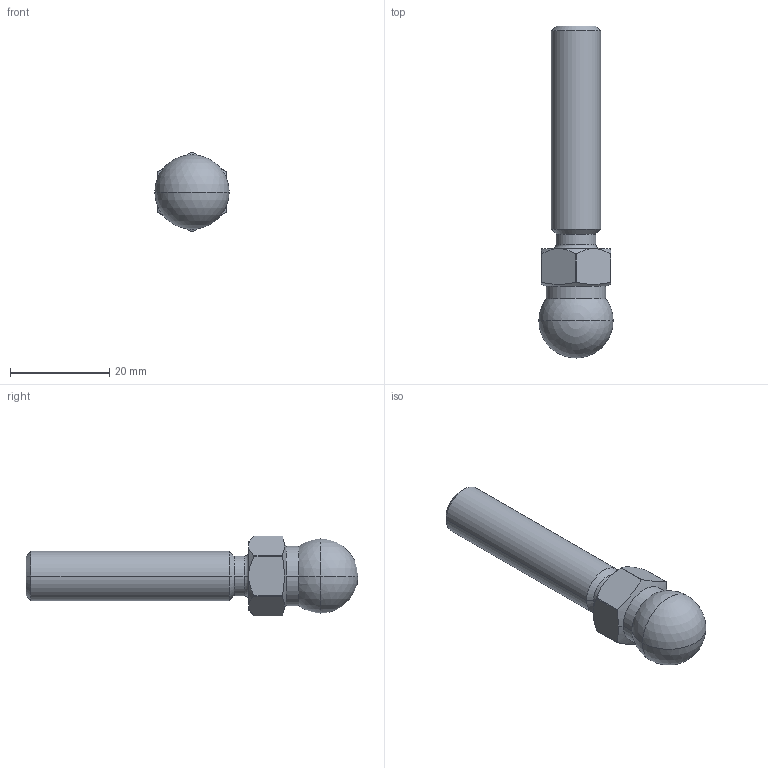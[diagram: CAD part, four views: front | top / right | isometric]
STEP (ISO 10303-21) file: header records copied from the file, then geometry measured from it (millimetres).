
FILE_DESCRIPTION (( 'STEP AP203' ), '1' );
FILE_NAME ('151202.step', '2021-06-03T16:34:46', ( '' ), ( '' ), 'SwSTEP 2.0', 'SolidWorks 2021', '' );
FILE_SCHEMA (( 'CONFIG_CONTROL_DESIGN' ));
Length unit declared in the file: millimetre
Products named in the file (1): 151202
Bounding box: 15 x 67 x 16.1 mm (x, y, z)
Volume: 6545.3 mm3; surface area: 2620.2 mm2
Topology: 1 solids, 1 shells, 38 faces, 97 edges, 58 vertices
Faces by surface type: cone 12, cylinder 12, plane 8, sphere 4, torus 2
Entity records: 1463 total; most frequent: CARTESIAN_POINT 508, DIRECTION 190, ORIENTED_EDGE 182, EDGE_CURVE 91, AXIS2_PLACEMENT_3D 80, VERTEX_POINT 56, CIRCLE 41, EDGE_LOOP 39
